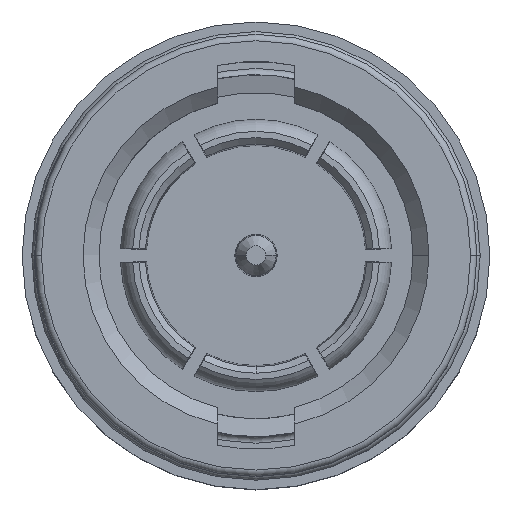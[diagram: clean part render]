
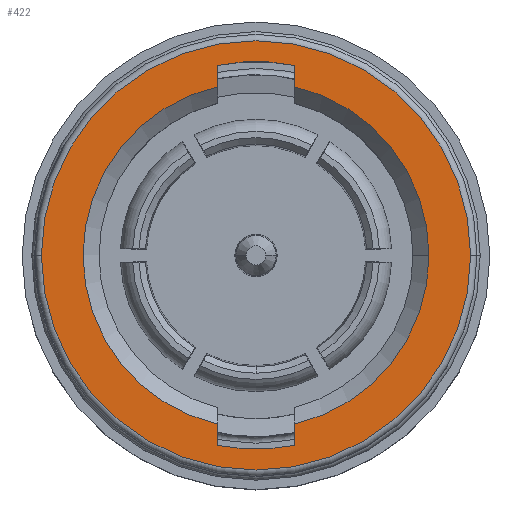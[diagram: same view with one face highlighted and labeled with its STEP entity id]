
A CAD part, top view. The second image highlights one B-rep face of the part: STEP entity #422.
In plain terms, the highlighted planar face has unit normal (0, 0, 1).
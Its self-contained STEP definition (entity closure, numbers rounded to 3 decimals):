
#6 = CARTESIAN_POINT ( 'NONE',  ( 0., 0., 0.85 ) ) ;
#422 = ADVANCED_FACE ( 'NONE', ( #17780, #15339 ), #5782, .F. ) ;
#554 = DIRECTION ( 'NONE',  ( 0., -1., 0. ) ) ;
#621 = CARTESIAN_POINT ( 'NONE',  ( 6.7, 0., 0.85 ) ) ;
#745 = CIRCLE ( 'NONE', #14903, 6.05 ) ;
#1202 = VERTEX_POINT ( 'NONE', #7391 ) ;
#1272 = CARTESIAN_POINT ( 'NONE',  ( 1.2, -5.93, 0.85 ) ) ;
#1398 = EDGE_CURVE ( 'NONE', #17477, #14293, #5354, .T. ) ;
#1424 = DIRECTION ( 'NONE',  ( -1., 0., 0. ) ) ;
#1455 = VERTEX_POINT ( 'NONE', #11419 ) ;
#1582 = DIRECTION ( 'NONE',  ( 0., 0., 1. ) ) ;
#1840 = CARTESIAN_POINT ( 'NONE',  ( 1.2, -4.751, 0.85 ) ) ;
#2137 = CARTESIAN_POINT ( 'NONE',  ( 1.2, 4.751, 0.85 ) ) ;
#2491 = EDGE_CURVE ( 'NONE', #7357, #8210, #8520, .T. ) ;
#2507 = CARTESIAN_POINT ( 'NONE',  ( -1.2, -5.93, 0.85 ) ) ;
#2554 = AXIS2_PLACEMENT_3D ( 'NONE', #15861, #7227, #17292 ) ;
#2655 = ORIENTED_EDGE ( 'NONE', *, *, #14908, .T. ) ;
#3079 = VERTEX_POINT ( 'NONE', #6591 ) ;
#3319 = VERTEX_POINT ( 'NONE', #9308 ) ;
#3429 = CIRCLE ( 'NONE', #12898, 5.4 ) ;
#3497 = ORIENTED_EDGE ( 'NONE', *, *, #12969, .F. ) ;
#3955 = EDGE_CURVE ( 'NONE', #1455, #3079, #13352, .T. ) ;
#4194 = ORIENTED_EDGE ( 'NONE', *, *, #5457, .F. ) ;
#4818 = ORIENTED_EDGE ( 'NONE', *, *, #3955, .F. ) ;
#5267 = VERTEX_POINT ( 'NONE', #16409 ) ;
#5323 = DIRECTION ( 'NONE',  ( 0., 0., 1. ) ) ;
#5354 = CIRCLE ( 'NONE', #11136, 6.7 ) ;
#5394 = AXIS2_PLACEMENT_3D ( 'NONE', #6, #10014, #1424 ) ;
#5457 = EDGE_CURVE ( 'NONE', #3319, #1455, #17536, .T. ) ;
#5782 = PLANE ( 'NONE',  #2554 ) ;
#6225 = DIRECTION ( 'NONE',  ( 0., 0., 1. ) ) ;
#6277 = AXIS2_PLACEMENT_3D ( 'NONE', #14863, #6225, #16309 ) ;
#6591 = CARTESIAN_POINT ( 'NONE',  ( -1.2, 5.265, 0.85 ) ) ;
#6760 = CIRCLE ( 'NONE', #17963, 5.4 ) ;
#6981 = DIRECTION ( 'NONE',  ( 0., 0., 1. ) ) ;
#7227 = DIRECTION ( 'NONE',  ( 0., 0., -1. ) ) ;
#7234 = CARTESIAN_POINT ( 'NONE',  ( 0., 0., 0.85 ) ) ;
#7357 = VERTEX_POINT ( 'NONE', #10795 ) ;
#7391 = CARTESIAN_POINT ( 'NONE',  ( 1.2, -5.265, 0.85 ) ) ;
#7904 = EDGE_CURVE ( 'NONE', #8210, #15269, #745, .T. ) ;
#8008 = CARTESIAN_POINT ( 'NONE',  ( 0., 0., 0.85 ) ) ;
#8210 = VERTEX_POINT ( 'NONE', #2507 ) ;
#8520 = LINE ( 'NONE', #16281, #16198 ) ;
#8678 = DIRECTION ( 'NONE',  ( -1., 0., 0. ) ) ;
#8997 = EDGE_CURVE ( 'NONE', #15269, #1202, #15047, .T. ) ;
#9041 = VECTOR ( 'NONE', #554, 1000. ) ;
#9061 = CARTESIAN_POINT ( 'NONE',  ( -1.2, 4.751, 0.85 ) ) ;
#9308 = CARTESIAN_POINT ( 'NONE',  ( 1.2, 5.93, 0.85 ) ) ;
#9456 = DIRECTION ( 'NONE',  ( 1., 0., 0. ) ) ;
#9806 = EDGE_CURVE ( 'NONE', #1202, #5267, #6760, .T. ) ;
#10014 = DIRECTION ( 'NONE',  ( 0., 0., 1. ) ) ;
#10169 = CARTESIAN_POINT ( 'NONE',  ( 0., 0., 0.85 ) ) ;
#10795 = CARTESIAN_POINT ( 'NONE',  ( -1.2, -5.265, 0.85 ) ) ;
#10963 = VERTEX_POINT ( 'NONE', #14701 ) ;
#11092 = CIRCLE ( 'NONE', #6277, 5.4 ) ;
#11136 = AXIS2_PLACEMENT_3D ( 'NONE', #13937, #5323, #15393 ) ;
#11213 = VECTOR ( 'NONE', #17645, 1000. ) ;
#11419 = CARTESIAN_POINT ( 'NONE',  ( -1.2, 5.93, 0.85 ) ) ;
#11637 = DIRECTION ( 'NONE',  ( 1., 0., 0. ) ) ;
#11848 = ORIENTED_EDGE ( 'NONE', *, *, #7904, .F. ) ;
#12069 = VECTOR ( 'NONE', #12208, 1000. ) ;
#12208 = DIRECTION ( 'NONE',  ( 0., 1., 0. ) ) ;
#12821 = EDGE_LOOP ( 'NONE', ( #4194, #16345, #17908, #18434, #15196, #11848, #18108, #3497, #4818 ) ) ;
#12898 = AXIS2_PLACEMENT_3D ( 'NONE', #8008, #18044, #9456 ) ;
#12969 = EDGE_CURVE ( 'NONE', #3079, #7357, #3429, .T. ) ;
#13352 = LINE ( 'NONE', #9061, #9041 ) ;
#13937 = CARTESIAN_POINT ( 'NONE',  ( 0., 0., 0.85 ) ) ;
#14016 = EDGE_CURVE ( 'NONE', #10963, #3319, #16349, .T. ) ;
#14231 = CARTESIAN_POINT ( 'NONE',  ( -6.7, 0., 0.85 ) ) ;
#14293 = VERTEX_POINT ( 'NONE', #14231 ) ;
#14701 = CARTESIAN_POINT ( 'NONE',  ( 1.2, 5.265, 0.85 ) ) ;
#14837 = DIRECTION ( 'NONE',  ( 0., -1., 0. ) ) ;
#14863 = CARTESIAN_POINT ( 'NONE',  ( 0., 0., 0.85 ) ) ;
#14903 = AXIS2_PLACEMENT_3D ( 'NONE', #10169, #1582, #11637 ) ;
#14908 = EDGE_CURVE ( 'NONE', #14293, #17477, #16059, .T. ) ;
#15047 = LINE ( 'NONE', #1840, #11213 ) ;
#15196 = ORIENTED_EDGE ( 'NONE', *, *, #8997, .F. ) ;
#15269 = VERTEX_POINT ( 'NONE', #1272 ) ;
#15339 = FACE_BOUND ( 'NONE', #12821, .T. ) ;
#15393 = DIRECTION ( 'NONE',  ( -1., 0., 0. ) ) ;
#15482 = ORIENTED_EDGE ( 'NONE', *, *, #1398, .T. ) ;
#15617 = CARTESIAN_POINT ( 'NONE',  ( 0., 0., 0.85 ) ) ;
#15861 = CARTESIAN_POINT ( 'NONE',  ( 0., 0., 0.85 ) ) ;
#16059 = CIRCLE ( 'NONE', #16690, 6.7 ) ;
#16198 = VECTOR ( 'NONE', #14837, 1000. ) ;
#16281 = CARTESIAN_POINT ( 'NONE',  ( -1.2, -4.751, 0.85 ) ) ;
#16309 = DIRECTION ( 'NONE',  ( 1., 0., 0. ) ) ;
#16345 = ORIENTED_EDGE ( 'NONE', *, *, #14016, .F. ) ;
#16349 = LINE ( 'NONE', #2137, #12069 ) ;
#16409 = CARTESIAN_POINT ( 'NONE',  ( 5.4, 0., 0.85 ) ) ;
#16690 = AXIS2_PLACEMENT_3D ( 'NONE', #7234, #17299, #8678 ) ;
#17053 = DIRECTION ( 'NONE',  ( 1., 0., 0. ) ) ;
#17292 = DIRECTION ( 'NONE',  ( -1., 0., 0. ) ) ;
#17299 = DIRECTION ( 'NONE',  ( 0., 0., 1. ) ) ;
#17477 = VERTEX_POINT ( 'NONE', #621 ) ;
#17536 = CIRCLE ( 'NONE', #5394, 6.05 ) ;
#17645 = DIRECTION ( 'NONE',  ( 0., 1., 0. ) ) ;
#17780 = FACE_OUTER_BOUND ( 'NONE', #18505, .T. ) ;
#17841 = EDGE_CURVE ( 'NONE', #5267, #10963, #11092, .T. ) ;
#17908 = ORIENTED_EDGE ( 'NONE', *, *, #17841, .F. ) ;
#17963 = AXIS2_PLACEMENT_3D ( 'NONE', #15617, #6981, #17053 ) ;
#18044 = DIRECTION ( 'NONE',  ( 0., 0., 1. ) ) ;
#18108 = ORIENTED_EDGE ( 'NONE', *, *, #2491, .F. ) ;
#18434 = ORIENTED_EDGE ( 'NONE', *, *, #9806, .F. ) ;
#18505 = EDGE_LOOP ( 'NONE', ( #2655, #15482 ) ) ;
